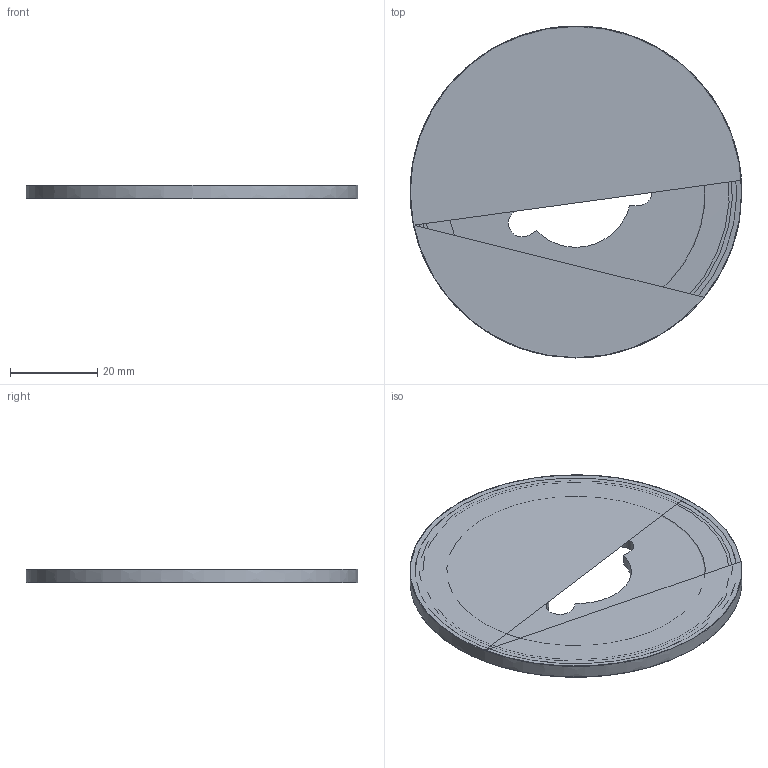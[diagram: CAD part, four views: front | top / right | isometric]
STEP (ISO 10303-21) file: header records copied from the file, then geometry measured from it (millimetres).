
FILE_DESCRIPTION(/* description */ (''),/* implementation_level */ '2;1');
FILE_NAME(/* name */ '335.10-03.00-3.stp',/* time_stamp */ '2017-09-14T10:21:11+06:00',/* author */ (''),/* organization */ (''),/* preprocessor_version */ 'ST-DEVELOPER v16',/* originating_system */ 'SIEMENS PLM Software NX 11.0',/* authorisation */ '');
FILE_SCHEMA (('AUTOMOTIVE_DESIGN { 1 0 10303 214 3 1 1 1 }'));
Length unit declared in the file: millimetre
Products named in the file (1): 335.10-03.00-3
Bounding box: 76.2 x 76.2 x 3.09 mm (x, y, z)
Volume: 14201.7 mm3; surface area: 13377.4 mm2
Topology: 2 solids, 2 shells, 27 faces, 68 edges, 45 vertices
Faces by surface type: revolution 15, plane 6, cylinder 5, bspline 1
Full cylindrical faces by diameter (mm): 75 x1
Entity records: 1122 total; most frequent: CARTESIAN_POINT 536, DIRECTION 109, ORIENTED_EDGE 82, EDGE_LOOP 44, EDGE_CURVE 41, AXIS2_PLACEMENT_3D 38, FACE_BOUND 36, VERTEX_POINT 33
